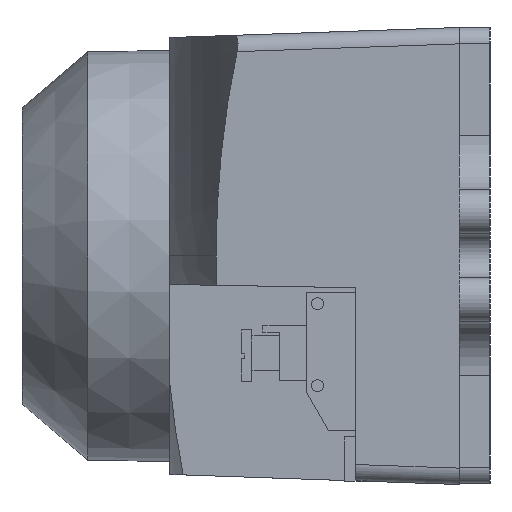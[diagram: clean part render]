
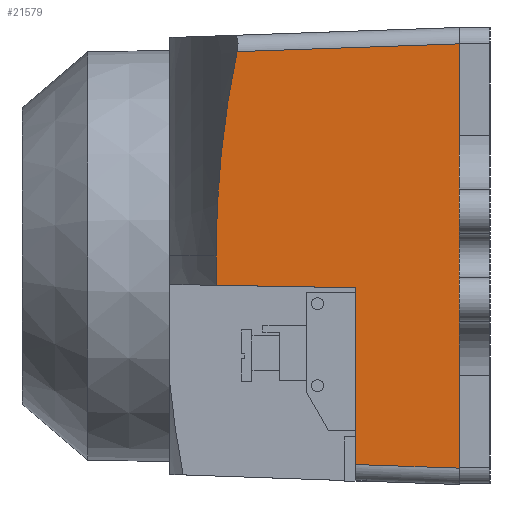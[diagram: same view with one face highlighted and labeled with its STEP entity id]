
A CAD part, left-side view. The second image highlights one B-rep face of the part: STEP entity #21579.
In plain terms, the highlighted planar face has unit normal (-0.999, 0.035, 0).
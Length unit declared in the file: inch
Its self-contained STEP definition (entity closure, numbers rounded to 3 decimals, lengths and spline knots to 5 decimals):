
#430 = VERTEX_POINT ( 'NONE', #20321 ) ;
#1087 = ORIENTED_EDGE ( 'NONE', *, *, #11274, .F. ) ;
#1136 = EDGE_CURVE ( 'NONE', #430, #3680, #18134, .T. ) ;
#1888 = CARTESIAN_POINT ( 'NONE',  ( -3.34657, 0.165, 3.54134 ) ) ;
#1965 = LINE ( 'NONE', #25187, #24916 ) ;
#2557 = VERTEX_POINT ( 'NONE', #24464 ) ;
#3083 = CARTESIAN_POINT ( 'NONE',  ( -3.34657, 0.165, 3.50624 ) ) ;
#3562 = FACE_OUTER_BOUND ( 'NONE', #14860, .T. ) ;
#3678 = VERTEX_POINT ( 'NONE', #14419 ) ;
#3680 = VERTEX_POINT ( 'NONE', #21604 ) ;
#4648 = DIRECTION ( 'NONE',  ( -0.035, -0.999, -0.017 ) ) ;
#5280 = VECTOR ( 'NONE', #18287, 39.37008 ) ;
#5437 = B_SPLINE_CURVE_WITH_KNOTS ( 'NONE', 3,
 ( #14940, #24079, #3083, #10412 ),
 .UNSPECIFIED., .F., .F.,
 ( 4, 4 ),
 ( 0., 0.00266 ),
 .UNSPECIFIED. ) ;
#5544 = EDGE_CURVE ( 'NONE', #12534, #430, #12890, .T. ) ;
#6371 = EDGE_CURVE ( 'NONE', #14924, #12534, #16646, .T. ) ;
#6417 = DIRECTION ( 'NONE',  ( 0., 0., 1. ) ) ;
#6556 = LINE ( 'NONE', #26951, #8350 ) ;
#6647 = CARTESIAN_POINT ( 'NONE',  ( -3.34767, 0.13363, 4.03363 ) ) ;
#7182 = ORIENTED_EDGE ( 'NONE', *, *, #1136, .T. ) ;
#7514 = AXIS2_PLACEMENT_3D ( 'NONE', #10165, #16903, #7614 ) ;
#7614 = DIRECTION ( 'NONE',  ( 0., 0., 1. ) ) ;
#8350 = VECTOR ( 'NONE', #29464, 39.37008 ) ;
#8375 = CARTESIAN_POINT ( 'NONE',  ( -3.37717, -0.71108, 4.36417 ) ) ;
#8450 = EDGE_CURVE ( 'NONE', #3678, #19732, #5437, .T. ) ;
#9754 = DIRECTION ( 'NONE',  ( -0.035, -0.999, -0.035 ) ) ;
#10064 = EDGE_CURVE ( 'NONE', #3678, #2557, #1965, .T. ) ;
#10165 = CARTESIAN_POINT ( 'NONE',  ( -3.37717, -0.71108, 4.36417 ) ) ;
#10412 = CARTESIAN_POINT ( 'NONE',  ( -3.34657, 0.165, 3.54134 ) ) ;
#11011 = ORIENTED_EDGE ( 'NONE', *, *, #10064, .T. ) ;
#11274 = EDGE_CURVE ( 'NONE', #19732, #3680, #25961, .T. ) ;
#12534 = VERTEX_POINT ( 'NONE', #25545 ) ;
#12652 = ORIENTED_EDGE ( 'NONE', *, *, #8450, .F. ) ;
#12703 = PLANE ( 'NONE',  #7514 ) ;
#12890 = LINE ( 'NONE', #8375, #25275 ) ;
#14419 = CARTESIAN_POINT ( 'NONE',  ( -3.34663, 0.16348, 3.4359 ) ) ;
#14860 = EDGE_LOOP ( 'NONE', ( #17649, #19441, #22704, #7182, #1087, #12652, #11011 ) ) ;
#14924 = VERTEX_POINT ( 'NONE', #23303 ) ;
#14940 = CARTESIAN_POINT ( 'NONE',  ( -3.34663, 0.16348, 3.4359 ) ) ;
#15815 = CARTESIAN_POINT ( 'NONE',  ( -3.34923, 0.08905, 4.27721 ) ) ;
#16568 = EDGE_CURVE ( 'NONE', #14924, #2557, #6556, .T. ) ;
#16646 = LINE ( 'NONE', #28178, #24794 ) ;
#16903 = DIRECTION ( 'NONE',  ( -0.999, 0.035, 0. ) ) ;
#17649 = ORIENTED_EDGE ( 'NONE', *, *, #16568, .F. ) ;
#18134 = LINE ( 'NONE', #24735, #5280 ) ;
#18287 = DIRECTION ( 'NONE',  ( 0.035, 0.999, -0.035 ) ) ;
#19441 = ORIENTED_EDGE ( 'NONE', *, *, #6371, .T. ) ;
#19732 = VERTEX_POINT ( 'NONE', #1888 ) ;
#20321 = CARTESIAN_POINT ( 'NONE',  ( -3.37717, -0.71108, 4.30515 ) ) ;
#21579 = ADVANCED_FACE ( 'NONE', ( #3562 ), #12703, .T. ) ;
#21604 = CARTESIAN_POINT ( 'NONE',  ( -3.34923, 0.08905, 4.27721 ) ) ;
#22238 = CARTESIAN_POINT ( 'NONE',  ( -3.34657, 0.165, 3.54134 ) ) ;
#22704 = ORIENTED_EDGE ( 'NONE', *, *, #5544, .T. ) ;
#23303 = CARTESIAN_POINT ( 'NONE',  ( -3.36411, -0.33707, 2.79058 ) ) ;
#24079 = CARTESIAN_POINT ( 'NONE',  ( -3.34659, 0.1645, 3.47109 ) ) ;
#24464 = CARTESIAN_POINT ( 'NONE',  ( -3.36411, -0.33707, 3.42717 ) ) ;
#24505 = CARTESIAN_POINT ( 'NONE',  ( -3.34833, 0.11473, 4.15572 ) ) ;
#24735 = CARTESIAN_POINT ( 'NONE',  ( -3.37724, -0.71314, 4.30523 ) ) ;
#24794 = VECTOR ( 'NONE', #9754, 39.37008 ) ;
#24916 = VECTOR ( 'NONE', #4648, 39.37008 ) ;
#25187 = CARTESIAN_POINT ( 'NONE',  ( -3.37659, -0.69464, 3.42092 ) ) ;
#25275 = VECTOR ( 'NONE', #6417, 39.37008 ) ;
#25545 = CARTESIAN_POINT ( 'NONE',  ( -3.37717, -0.71108, 2.77752 ) ) ;
#25961 = B_SPLINE_CURVE_WITH_KNOTS ( 'NONE', 3,
 ( #22238, #27035, #29110, #6647, #24505, #15815 ),
 .UNSPECIFIED., .F., .F.,
 ( 4, 2, 4 ),
 ( 0.00266, 0.01206, 0.02145 ),
 .UNSPECIFIED. ) ;
#26951 = CARTESIAN_POINT ( 'NONE',  ( -3.36411, -0.33707, 4.36417 ) ) ;
#27035 = CARTESIAN_POINT ( 'NONE',  ( -3.34657, 0.165, 3.66511 ) ) ;
#28178 = CARTESIAN_POINT ( 'NONE',  ( -3.37524, -0.65581, 2.77945 ) ) ;
#29110 = CARTESIAN_POINT ( 'NONE',  ( -3.34679, 0.15875, 3.78832 ) ) ;
#29464 = DIRECTION ( 'NONE',  ( 0., 0., 1. ) ) ;
